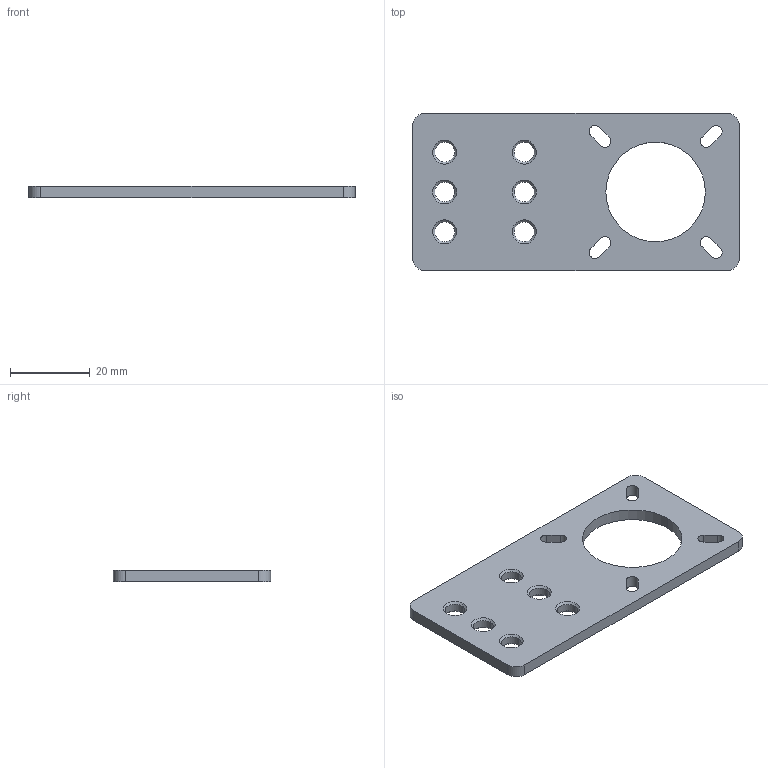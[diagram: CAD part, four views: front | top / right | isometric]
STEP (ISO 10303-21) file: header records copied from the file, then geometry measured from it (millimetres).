
FILE_DESCRIPTION (( 'STEP AP203' ), '1' );
FILE_NAME ('01.01.01.18.STEP', '2019-02-13T05:11:39', ( '' ), ( '' ), 'SwSTEP 2.0', 'SolidWorks 2018', '' );
FILE_SCHEMA (( 'CONFIG_CONTROL_DESIGN' ));
Length unit declared in the file: millimetre
Products named in the file (1): 01.01.01.18
Bounding box: 82 x 39.5 x 3 mm (x, y, z)
Volume: 7631.8 mm3; surface area: 6482.3 mm2
Topology: 1 solids, 1 shells, 68 faces, 174 edges, 108 vertices
Faces by surface type: cylinder 30, cone 24, plane 14
Entity records: 2191 total; most frequent: DIRECTION 396, CARTESIAN_POINT 351, ORIENTED_EDGE 348, EDGE_CURVE 174, AXIS2_PLACEMENT_3D 153, VERTEX_POINT 108, VECTOR 90, LINE 90
